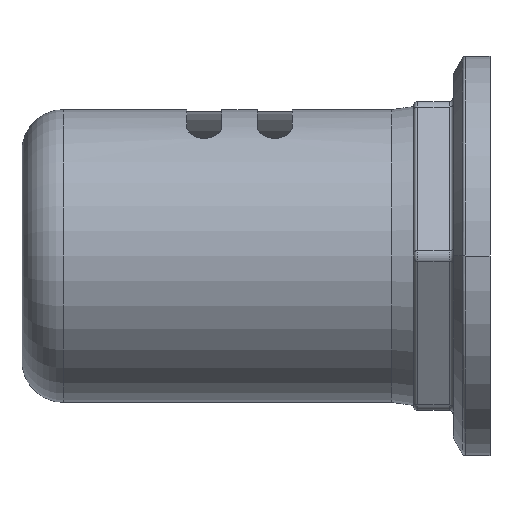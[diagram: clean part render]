
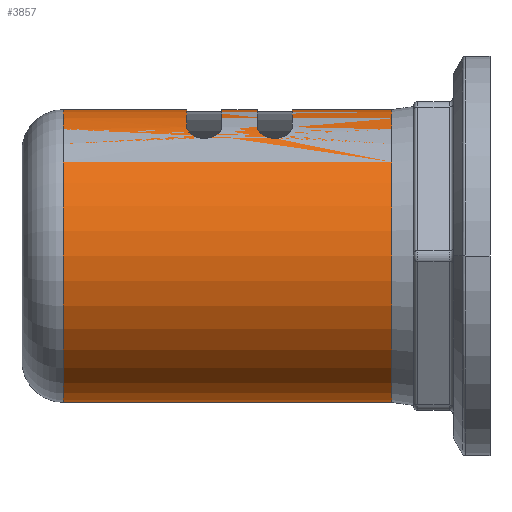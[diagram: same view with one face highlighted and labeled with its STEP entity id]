
A CAD part, left-side view. The second image highlights one B-rep face of the part: STEP entity #3857.
In plain terms, the highlighted cylindrical face has radius 20.765 mm (diameter 41.529 mm), a partial arc.
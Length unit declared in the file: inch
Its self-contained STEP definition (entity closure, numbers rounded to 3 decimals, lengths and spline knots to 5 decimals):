
#2973=CARTESIAN_POINT('',(0.,0.68,0.));
#2974=DIRECTION('',(0.,-1.,0.));
#2975=DIRECTION('',(0.,0.,1.));
#2976=AXIS2_PLACEMENT_3D('',#2973,#2974,#2975);
#2978=DIRECTION('',(0.,1.,0.));
#2979=VECTOR('',#2978,0.55586);
#2980=CARTESIAN_POINT('',(0.,0.12414,0.8175));
#2981=LINE('',#2980,#2979);
#2982=CARTESIAN_POINT('',(0.,0.12414,0.));
#2983=DIRECTION('',(0.,1.,0.));
#2984=DIRECTION('',(0.,0.,-1.));
#2985=AXIS2_PLACEMENT_3D('',#2982,#2983,#2984);
#2987=DIRECTION('',(0.,1.,0.));
#2988=VECTOR('',#2987,1.83586);
#2989=CARTESIAN_POINT('',(0.,0.12414,-0.8175));
#2990=LINE('',#2989,#2988);
#2991=DIRECTION('',(0.,1.,0.));
#2992=VECTOR('',#2991,0.691);
#2993=CARTESIAN_POINT('',(0.,1.269,0.8175));
#2994=LINE('',#2993,#2992);
#2995=CARTESIAN_POINT('',(0.,1.269,0.));
#2996=DIRECTION('',(0.,-1.,0.));
#2997=DIRECTION('',(0.,0.,1.));
#2998=AXIS2_PLACEMENT_3D('',#2995,#2996,#2997);
#3000=CARTESIAN_POINT('',(-0.388,1.074,0.71956));
#3001=CARTESIAN_POINT('',(-0.3948,1.074,0.71589));
#3002=CARTESIAN_POINT('',(-0.40816,1.07538,
0.70844));
#3003=CARTESIAN_POINT('',(-0.42809,1.0818,
0.69658));
#3004=CARTESIAN_POINT('',(-0.44604,1.09227,
0.68519));
#3005=CARTESIAN_POINT('',(-0.46102,1.10587,
0.67517));
#3006=CARTESIAN_POINT('',(-0.4728,1.12204,
0.66695));
#3007=CARTESIAN_POINT('',(-0.48113,1.14029,
0.66094));
#3008=CARTESIAN_POINT('',(-0.48569,1.16092,
0.65758));
#3009=CARTESIAN_POINT('',(-0.48571,1.18193,
0.65757));
#3010=CARTESIAN_POINT('',(-0.48116,1.20265,
0.66092));
#3011=CARTESIAN_POINT('',(-0.47284,1.22089,
0.66692));
#3012=CARTESIAN_POINT('',(-0.46106,1.2371,
0.67514));
#3013=CARTESIAN_POINT('',(-0.44602,1.25075,
0.6852));
#3014=CARTESIAN_POINT('',(-0.42798,1.26125,
0.69664));
#3015=CARTESIAN_POINT('',(-0.40807,1.26764,
0.7085));
#3016=CARTESIAN_POINT('',(-0.39476,1.269,0.71591));
#3017=CARTESIAN_POINT('',(-0.388,1.269,0.71956));
#3019=CARTESIAN_POINT('',(0.,1.074,0.));
#3020=DIRECTION('',(0.,-1.,0.));
#3021=DIRECTION('',(0.,0.,1.));
#3022=AXIS2_PLACEMENT_3D('',#3019,#3020,#3021);
#3024=DIRECTION('',(0.,1.,0.));
#3025=VECTOR('',#3024,0.199);
#3026=CARTESIAN_POINT('',(0.,0.875,0.8175));
#3027=LINE('',#3026,#3025);
#3028=CARTESIAN_POINT('',(0.,0.875,0.));
#3029=DIRECTION('',(0.,-1.,0.));
#3030=DIRECTION('',(0.,0.,1.));
#3031=AXIS2_PLACEMENT_3D('',#3028,#3029,#3030);
#3033=CARTESIAN_POINT('',(-0.388,0.68,0.71956));
#3034=CARTESIAN_POINT('',(-0.3948,0.68,0.71589));
#3035=CARTESIAN_POINT('',(-0.40816,0.68138,
0.70844));
#3036=CARTESIAN_POINT('',(-0.42809,0.6878,
0.69658));
#3037=CARTESIAN_POINT('',(-0.44604,0.69827,
0.68519));
#3038=CARTESIAN_POINT('',(-0.46102,0.71187,
0.67517));
#3039=CARTESIAN_POINT('',(-0.4728,0.72804,
0.66695));
#3040=CARTESIAN_POINT('',(-0.48113,0.74629,
0.66094));
#3041=CARTESIAN_POINT('',(-0.48569,0.76692,
0.65758));
#3042=CARTESIAN_POINT('',(-0.48571,0.78793,
0.65757));
#3043=CARTESIAN_POINT('',(-0.48116,0.80865,
0.66092));
#3044=CARTESIAN_POINT('',(-0.47284,0.82689,
0.66692));
#3045=CARTESIAN_POINT('',(-0.46106,0.8431,
0.67514));
#3046=CARTESIAN_POINT('',(-0.44602,0.85675,
0.6852));
#3047=CARTESIAN_POINT('',(-0.42798,0.86725,
0.69664));
#3048=CARTESIAN_POINT('',(-0.40807,0.87364,
0.7085));
#3049=CARTESIAN_POINT('',(-0.39476,0.875,0.71591));
#3050=CARTESIAN_POINT('',(-0.388,0.875,0.71956));
#3456=CARTESIAN_POINT('',(0.,1.96,0.));
#3457=DIRECTION('',(0.,1.,0.));
#3458=DIRECTION('',(0.,0.,-1.));
#3459=AXIS2_PLACEMENT_3D('',#3456,#3457,#3458);
#3641=CARTESIAN_POINT('',(0.,0.12414,-0.8175));
#3642=CARTESIAN_POINT('',(0.,1.96,-0.8175));
#3643=VERTEX_POINT('',#3641);
#3644=VERTEX_POINT('',#3642);
#3653=CARTESIAN_POINT('',(0.,1.96,0.8175));
#3655=VERTEX_POINT('',#3653);
#3662=CARTESIAN_POINT('',(0.,0.68,0.8175));
#3664=VERTEX_POINT('',#3662);
#3666=CARTESIAN_POINT('',(0.,0.875,0.8175));
#3667=VERTEX_POINT('',#3666);
#3669=CARTESIAN_POINT('',(0.,1.074,0.8175));
#3671=VERTEX_POINT('',#3669);
#3673=CARTESIAN_POINT('',(0.,1.269,0.8175));
#3674=VERTEX_POINT('',#3673);
#3689=CARTESIAN_POINT('',(-0.388,0.68,0.71956));
#3691=VERTEX_POINT('',#3689);
#3693=CARTESIAN_POINT('',(-0.388,0.875,0.71956));
#3695=VERTEX_POINT('',#3693);
#3697=CARTESIAN_POINT('',(-0.388,1.269,0.71956));
#3699=VERTEX_POINT('',#3697);
#3701=CARTESIAN_POINT('',(-0.388,1.074,0.71956));
#3703=VERTEX_POINT('',#3701);
#3705=CARTESIAN_POINT('',(0.,0.12414,0.8175));
#3706=VERTEX_POINT('',#3705);
#3827=CARTESIAN_POINT('',(0.,2.268,0.));
#3828=DIRECTION('',(0.,-1.,0.));
#3829=DIRECTION('',(0.,0.,1.));
#3830=AXIS2_PLACEMENT_3D('',#3827,#3828,#3829);
#3831=CYLINDRICAL_SURFACE('',#3830,0.8175);
#3833=ORIENTED_EDGE('',*,*,#3832,.F.);
#3835=ORIENTED_EDGE('',*,*,#3834,.F.);
#3836=ORIENTED_EDGE('',*,*,#3819,.F.);
#3838=ORIENTED_EDGE('',*,*,#3837,.T.);
#3840=ORIENTED_EDGE('',*,*,#3839,.T.);
#3842=ORIENTED_EDGE('',*,*,#3841,.F.);
#3844=ORIENTED_EDGE('',*,*,#3843,.T.);
#3846=ORIENTED_EDGE('',*,*,#3845,.F.);
#3848=ORIENTED_EDGE('',*,*,#3847,.F.);
#3850=ORIENTED_EDGE('',*,*,#3849,.F.);
#3852=ORIENTED_EDGE('',*,*,#3851,.T.);
#3854=ORIENTED_EDGE('',*,*,#3853,.F.);
#3855=EDGE_LOOP('',(#3833,#3835,#3836,#3838,#3840,#3842,#3844,#3846,#3848,#3850,
#3852,#3854));
#3856=FACE_OUTER_BOUND('',#3855,.F.);
#3857=ADVANCED_FACE('',(#3856),#3831,.T.);
#2977=CIRCLE('',#2976,0.8175);
#2986=CIRCLE('',#2985,0.8175);
#2999=CIRCLE('',#2998,0.8175);
#3018=B_SPLINE_CURVE_WITH_KNOTS('',3,(#3000,#3001,#3002,#3003,#3004,#3005,#3006,
#3007,#3008,#3009,#3010,#3011,#3012,#3013,#3014,#3015,#3016,#3017),
.UNSPECIFIED.,.F.,.F.,(4,1,1,1,1,1,1,1,1,1,1,1,1,1,1,4),(0.,0.06667,
0.13333,0.2,0.26667,0.33333,0.4,
0.46667,0.53333,0.6,0.66667,0.73333,
0.8,0.86667,0.93333,1.),.UNSPECIFIED.);
#3023=CIRCLE('',#3022,0.8175);
#3032=CIRCLE('',#3031,0.8175);
#3051=B_SPLINE_CURVE_WITH_KNOTS('',3,(#3033,#3034,#3035,#3036,#3037,#3038,#3039,
#3040,#3041,#3042,#3043,#3044,#3045,#3046,#3047,#3048,#3049,#3050),
.UNSPECIFIED.,.F.,.F.,(4,1,1,1,1,1,1,1,1,1,1,1,1,1,1,4),(0.,0.06667,
0.13333,0.2,0.26667,0.33333,0.4,
0.46667,0.53333,0.6,0.66667,0.73333,
0.8,0.86667,0.93333,1.),.UNSPECIFIED.);
#3460=CIRCLE('',#3459,0.8175);
#3819=EDGE_CURVE('',#3643,#3706,#2986,.T.);
#3832=EDGE_CURVE('',#3664,#3691,#2977,.T.);
#3834=EDGE_CURVE('',#3706,#3664,#2981,.T.);
#3837=EDGE_CURVE('',#3643,#3644,#2990,.T.);
#3839=EDGE_CURVE('',#3644,#3655,#3460,.T.);
#3841=EDGE_CURVE('',#3674,#3655,#2994,.T.);
#3843=EDGE_CURVE('',#3674,#3699,#2999,.T.);
#3845=EDGE_CURVE('',#3703,#3699,#3018,.T.);
#3847=EDGE_CURVE('',#3671,#3703,#3023,.T.);
#3849=EDGE_CURVE('',#3667,#3671,#3027,.T.);
#3851=EDGE_CURVE('',#3667,#3695,#3032,.T.);
#3853=EDGE_CURVE('',#3691,#3695,#3051,.T.);
